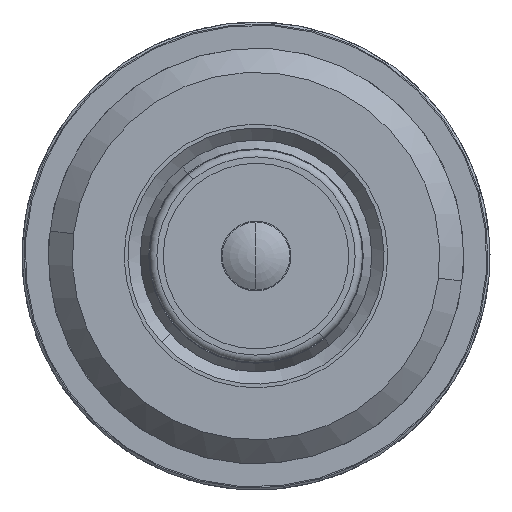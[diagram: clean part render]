
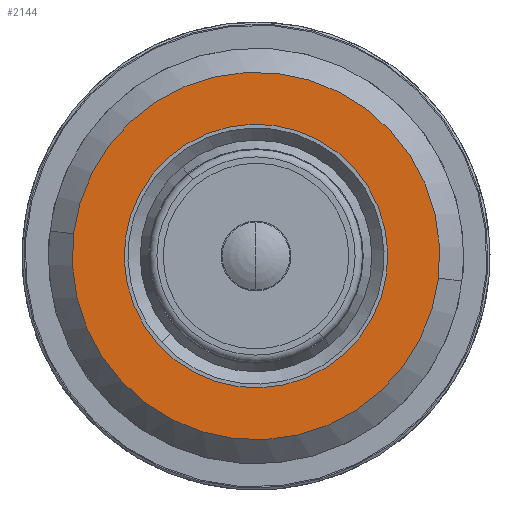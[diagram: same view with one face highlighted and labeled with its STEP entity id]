
A CAD part, front view. The second image highlights one B-rep face of the part: STEP entity #2144.
In plain terms, the highlighted planar face has unit normal (0, -1, 0).
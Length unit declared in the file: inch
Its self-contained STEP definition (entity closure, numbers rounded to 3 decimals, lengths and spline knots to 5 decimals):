
#120 = DIRECTION ( 'NONE',  ( 0.742, 0., 0.671 ) ) ;
#122 = DIRECTION ( 'NONE',  ( 0., 1., 0. ) ) ;
#123 = CARTESIAN_POINT ( 'NONE',  ( 0., -1.42887, 0. ) ) ;
#677 = CIRCLE ( 'NONE', #708, 0.2475 ) ;
#692 = CIRCLE ( 'NONE', #700, 0.1555 ) ;
#700 = AXIS2_PLACEMENT_3D ( 'NONE', #1936, #1937, #1938 ) ;
#708 = AXIS2_PLACEMENT_3D ( 'NONE', #1946, #1947, #1948 ) ;
#738 = CIRCLE ( 'NONE', #743, 0.2475 ) ;
#743 = AXIS2_PLACEMENT_3D ( 'NONE', #2110, #2111, #2112 ) ;
#1727 = CARTESIAN_POINT ( 'NONE',  ( 0.11532, -1.42887, 0.10431 ) ) ;
#1780 = CARTESIAN_POINT ( 'NONE',  ( -0.24569, -1.42887, 0.02986 ) ) ;
#1839 = CARTESIAN_POINT ( 'NONE',  ( 0.24569, -1.42887, -0.02986 ) ) ;
#1840 = CARTESIAN_POINT ( 'NONE',  ( -0.11532, -1.42887, -0.10431 ) ) ;
#1936 = CARTESIAN_POINT ( 'NONE',  ( 0., -1.42887, 0. ) ) ;
#1937 = DIRECTION ( 'NONE',  ( 0., 1., 0. ) ) ;
#1938 = DIRECTION ( 'NONE',  ( 0.742, 0., 0.671 ) ) ;
#1946 = CARTESIAN_POINT ( 'NONE',  ( 0., -1.42887, 0. ) ) ;
#1947 = DIRECTION ( 'NONE',  ( 0., -1., 0. ) ) ;
#1948 = DIRECTION ( 'NONE',  ( 0.993, 0., -0.121 ) ) ;
#2110 = CARTESIAN_POINT ( 'NONE',  ( 0., -1.42887, 0. ) ) ;
#2111 = DIRECTION ( 'NONE',  ( 0., -1., 0. ) ) ;
#2112 = DIRECTION ( 'NONE',  ( 0.993, 0., -0.121 ) ) ;
#2144 = ADVANCED_FACE ( 'NONE', ( #2678, #2776 ), #2737, .T. ) ;
#2336 = AXIS2_PLACEMENT_3D ( 'NONE', #2711, #2798, #2782 ) ;
#2442 = EDGE_CURVE ( 'NONE', #3202, #3743, #3039, .T. ) ;
#2600 = EDGE_CURVE ( 'NONE', #3743, #3202, #692, .T. ) ;
#2604 = EDGE_CURVE ( 'NONE', #3391, #3699, #677, .T. ) ;
#2626 = EDGE_CURVE ( 'NONE', #3699, #3391, #738, .T. ) ;
#2669 = EDGE_LOOP ( 'NONE', ( #3389, #3546 ) ) ;
#2678 = FACE_BOUND ( 'NONE', #2669, .T. ) ;
#2711 = CARTESIAN_POINT ( 'NONE',  ( 0., -1.42887, 0. ) ) ;
#2737 = PLANE ( 'NONE',  #2336 ) ;
#2776 = FACE_OUTER_BOUND ( 'NONE', #2835, .T. ) ;
#2782 = DIRECTION ( 'NONE',  ( 0.993, 0., -0.121 ) ) ;
#2798 = DIRECTION ( 'NONE',  ( 0., -1., 0. ) ) ;
#2835 = EDGE_LOOP ( 'NONE', ( #3456, #3451 ) ) ;
#3039 = CIRCLE ( 'NONE', #3050, 0.1555 ) ;
#3050 = AXIS2_PLACEMENT_3D ( 'NONE', #123, #122, #120 ) ;
#3202 = VERTEX_POINT ( 'NONE', #1727 ) ;
#3389 = ORIENTED_EDGE ( 'NONE', *, *, #2442, .T. ) ;
#3391 = VERTEX_POINT ( 'NONE', #1780 ) ;
#3451 = ORIENTED_EDGE ( 'NONE', *, *, #2626, .T. ) ;
#3456 = ORIENTED_EDGE ( 'NONE', *, *, #2604, .T. ) ;
#3546 = ORIENTED_EDGE ( 'NONE', *, *, #2600, .T. ) ;
#3699 = VERTEX_POINT ( 'NONE', #1839 ) ;
#3743 = VERTEX_POINT ( 'NONE', #1840 ) ;
